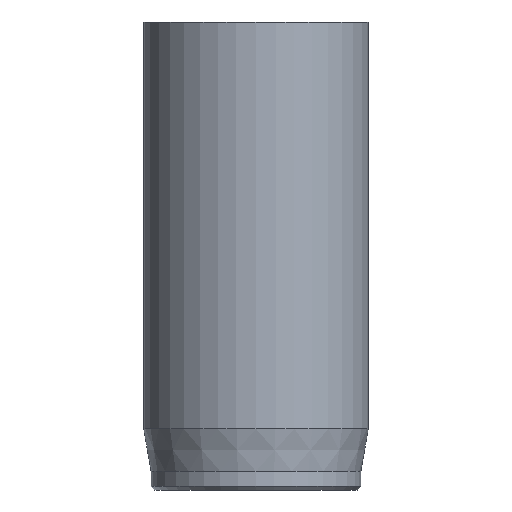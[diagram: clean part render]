
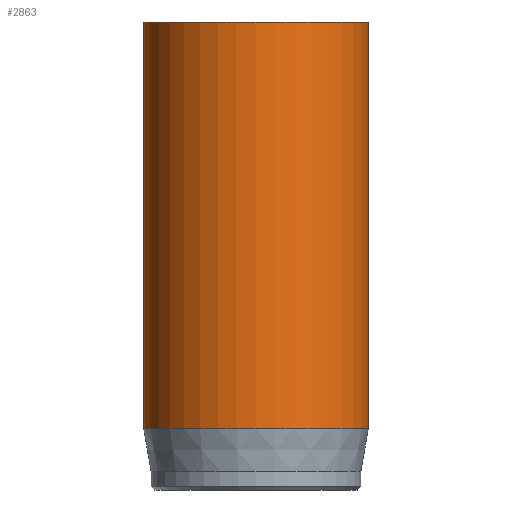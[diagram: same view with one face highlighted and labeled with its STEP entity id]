
A CAD part, front view. The second image highlights one B-rep face of the part: STEP entity #2863.
In plain terms, the highlighted cylindrical face has radius 6 mm (diameter 12 mm), a full revolution.
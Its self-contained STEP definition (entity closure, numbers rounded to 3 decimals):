
#32=CYLINDRICAL_SURFACE('',#2996,6.);
#47=CIRCLE('',#2964,6.);
#63=CIRCLE('',#2994,6.);
#64=CIRCLE('',#2995,6.);
#277=FACE_OUTER_BOUND('',#453,.T.);
#453=EDGE_LOOP('',(#2509,#2510,#2511,#2512,#2513));
#630=LINE('',#5684,#813);
#813=VECTOR('',#3305,6.);
#1286=VERTEX_POINT('',#5624);
#1302=VERTEX_POINT('',#5678);
#1303=VERTEX_POINT('',#5679);
#1687=EDGE_CURVE('',#1286,#1286,#47,.T.);
#1711=EDGE_CURVE('',#1302,#1303,#63,.T.);
#1712=EDGE_CURVE('',#1303,#1302,#64,.T.);
#1714=EDGE_CURVE('',#1286,#1302,#630,.T.);
#2509=ORIENTED_EDGE('',*,*,#1687,.T.);
#2510=ORIENTED_EDGE('',*,*,#1714,.T.);
#2511=ORIENTED_EDGE('',*,*,#1711,.T.);
#2512=ORIENTED_EDGE('',*,*,#1712,.T.);
#2513=ORIENTED_EDGE('',*,*,#1714,.F.);
#2863=ADVANCED_FACE('',(#277),#32,.T.);
#2964=AXIS2_PLACEMENT_3D('',#5625,#3230,#3231);
#2994=AXIS2_PLACEMENT_3D('',#5680,#3298,#3299);
#2995=AXIS2_PLACEMENT_3D('',#5681,#3300,#3301);
#2996=AXIS2_PLACEMENT_3D('',#5683,#3303,#3304);
#3230=DIRECTION('center_axis',(0.,0.,-1.));
#3231=DIRECTION('ref_axis',(-1.,0.,0.));
#3298=DIRECTION('center_axis',(0.,0.,1.));
#3299=DIRECTION('ref_axis',(-1.,0.,0.));
#3300=DIRECTION('center_axis',(0.,0.,1.));
#3301=DIRECTION('ref_axis',(-1.,0.,0.));
#3303=DIRECTION('center_axis',(0.,0.,1.));
#3304=DIRECTION('ref_axis',(-1.,0.,0.));
#3305=DIRECTION('',(0.,0.,-1.));
#5624=CARTESIAN_POINT('',(6.,0.,25.));
#5625=CARTESIAN_POINT('Origin',(0.,0.,25.));
#5678=CARTESIAN_POINT('',(6.,0.,3.269));
#5679=CARTESIAN_POINT('',(-6.,0.,3.269));
#5680=CARTESIAN_POINT('Origin',(0.,0.,3.269));
#5681=CARTESIAN_POINT('Origin',(0.,0.,3.269));
#5683=CARTESIAN_POINT('Origin',(0.,0.,0.));
#5684=CARTESIAN_POINT('',(6.,0.,0.));
